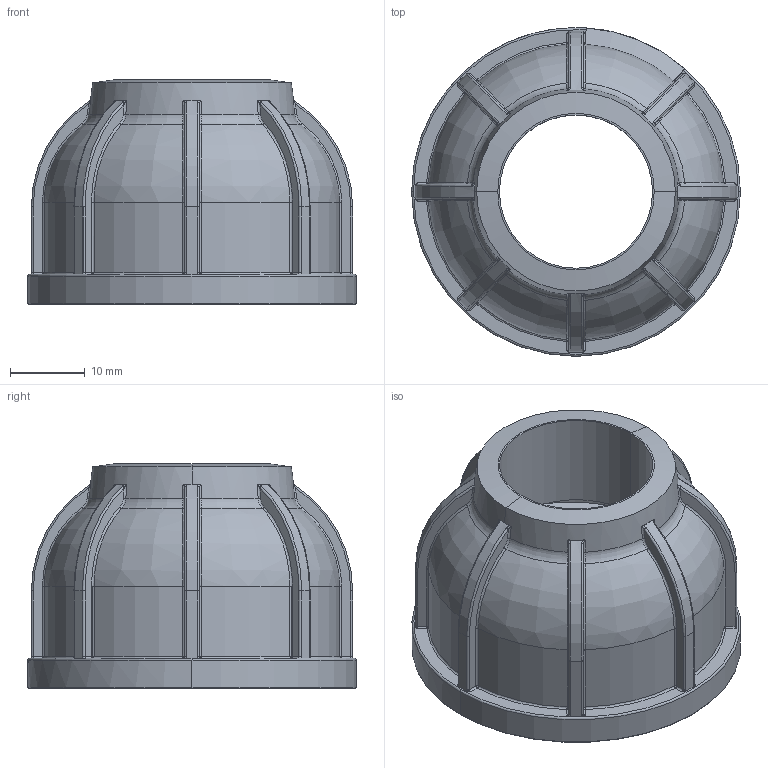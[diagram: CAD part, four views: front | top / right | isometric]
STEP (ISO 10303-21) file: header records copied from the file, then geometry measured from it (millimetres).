
FILE_DESCRIPTION (( 'STEP AP203' ), '1' );
FILE_NAME ('R209.020.000.STEP', '2015-06-09T10:19:19', ( '' ), ( '' ), 'SwSTEP 2.0', 'SolidWorks 2012', '' );
FILE_SCHEMA (( 'CONFIG_CONTROL_DESIGN' ));
Length unit declared in the file: millimetre
Products named in the file (1): R209.020.000
Bounding box: 44 x 44 x 30 mm (x, y, z)
Volume: 13282.3 mm3; surface area: 9693.3 mm2
Topology: 1 solids, 1 shells, 785 faces, 1776 edges, 988 vertices
Faces by surface type: bspline 237, torus 176, cylinder 142, plane 105, sphere 88, cone 37
Entity records: 27754 total; most frequent: CARTESIAN_POINT 11706, ORIENTED_EDGE 3528, DIRECTION 3264, EDGE_CURVE 1764, AXIS2_PLACEMENT_3D 1493, VERTEX_POINT 984, CIRCLE 944, EDGE_LOOP 790
